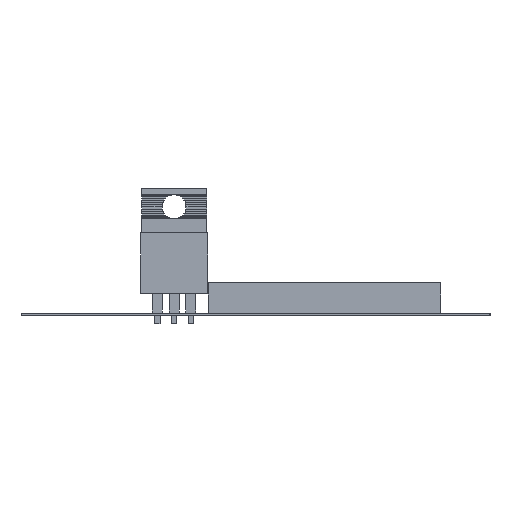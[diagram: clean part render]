
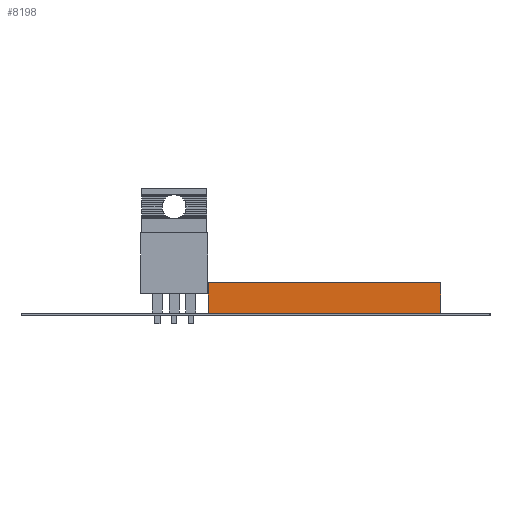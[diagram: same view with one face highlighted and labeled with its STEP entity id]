
A CAD part, left-side view. The second image highlights one B-rep face of the part: STEP entity #8198.
In plain terms, the highlighted planar face has unit normal (-1, 0, 0).
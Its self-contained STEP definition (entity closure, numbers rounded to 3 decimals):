
#8100 = EDGE_CURVE('',#8101,#8103,#8105,.T.);
#8101 = VERTEX_POINT('',#8102);
#8102 = CARTESIAN_POINT('',(-3.6,-17.65,0.));
#8103 = VERTEX_POINT('',#8104);
#8104 = CARTESIAN_POINT('',(-3.6,-17.65,4.58));
#8105 = LINE('',#8106,#8107);
#8106 = CARTESIAN_POINT('',(-3.6,-17.65,0.));
#8107 = VECTOR('',#8108,1.);
#8108 = DIRECTION('',(0.,0.,1.));
#8173 = VERTEX_POINT('',#8174);
#8174 = CARTESIAN_POINT('',(-3.6,17.65,4.58));
#8180 = EDGE_CURVE('',#8181,#8173,#8183,.T.);
#8181 = VERTEX_POINT('',#8182);
#8182 = CARTESIAN_POINT('',(-3.6,17.65,0.));
#8183 = LINE('',#8184,#8185);
#8184 = CARTESIAN_POINT('',(-3.6,17.65,0.));
#8185 = VECTOR('',#8186,1.);
#8186 = DIRECTION('',(0.,0.,1.));
#8198 = ADVANCED_FACE('',(#8199),#8215,.F.);
#8199 = FACE_BOUND('',#8200,.F.);
#8200 = EDGE_LOOP('',(#8201,#8202,#8208,#8209));
#8201 = ORIENTED_EDGE('',*,*,#8180,.T.);
#8202 = ORIENTED_EDGE('',*,*,#8203,.T.);
#8203 = EDGE_CURVE('',#8173,#8103,#8204,.T.);
#8204 = LINE('',#8205,#8206);
#8205 = CARTESIAN_POINT('',(-3.6,17.65,4.58));
#8206 = VECTOR('',#8207,1.);
#8207 = DIRECTION('',(0.,-1.,0.));
#8208 = ORIENTED_EDGE('',*,*,#8100,.F.);
#8209 = ORIENTED_EDGE('',*,*,#8210,.F.);
#8210 = EDGE_CURVE('',#8181,#8101,#8211,.T.);
#8211 = LINE('',#8212,#8213);
#8212 = CARTESIAN_POINT('',(-3.6,17.65,0.));
#8213 = VECTOR('',#8214,1.);
#8214 = DIRECTION('',(0.,-1.,0.));
#8215 = PLANE('',#8216);
#8216 = AXIS2_PLACEMENT_3D('',#8217,#8218,#8219);
#8217 = CARTESIAN_POINT('',(-3.6,17.65,0.));
#8218 = DIRECTION('',(1.,0.,0.));
#8219 = DIRECTION('',(0.,-1.,0.));
